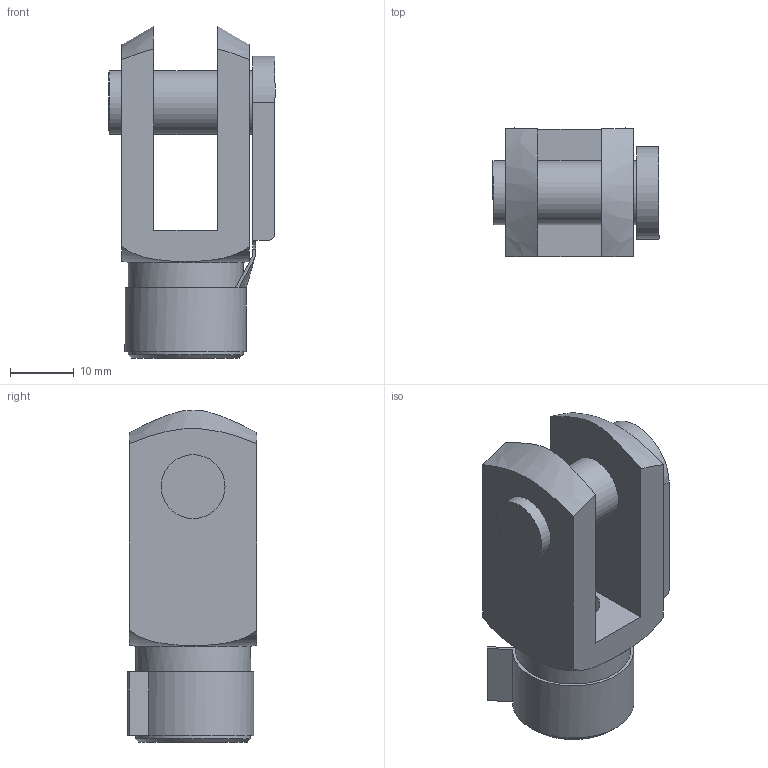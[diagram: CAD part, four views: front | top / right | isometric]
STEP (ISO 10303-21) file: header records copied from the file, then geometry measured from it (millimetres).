
FILE_DESCRIPTION(/* description */ (''),/* implementation_level */ '2;1');
FILE_NAME(/* name */ 'CAD_9186.stp',/* time_stamp */ '2016-06-03T10:16:03+02:00',/* author */ ('Hypex'),/* organization */ ('Hypex'),/* preprocessor_version */ 'ST-DEVELOPER v16.1',/* originating_system */ 'Autodesk Inventor 2016',/* authorisation */ '');
FILE_SCHEMA (('AUTOMOTIVE_DESIGN { 1 0 10303 214 3 1 1 }'));
Length unit declared in the file: millimetre
Products named in the file (1): CAD_9186
Bounding box: 26 x 20.34 x 52 mm (x, y, z)
Volume: 12220.6 mm3; surface area: 7054.8 mm2
Topology: 1 solids, 1 shells, 52 faces, 138 edges, 91 vertices
Faces by surface type: plane 30, cylinder 13, bspline 3, cone 3, torus 2, sphere 1
Full cylindrical faces by diameter (mm): 8.376 x1, 10 x4, 18 x1
Entity records: 1710 total; most frequent: CARTESIAN_POINT 417, ORIENTED_EDGE 244, DIRECTION 237, EDGE_CURVE 122, VERTEX_POINT 85, AXIS2_PLACEMENT_3D 84, EDGE_LOOP 71, LINE 69
